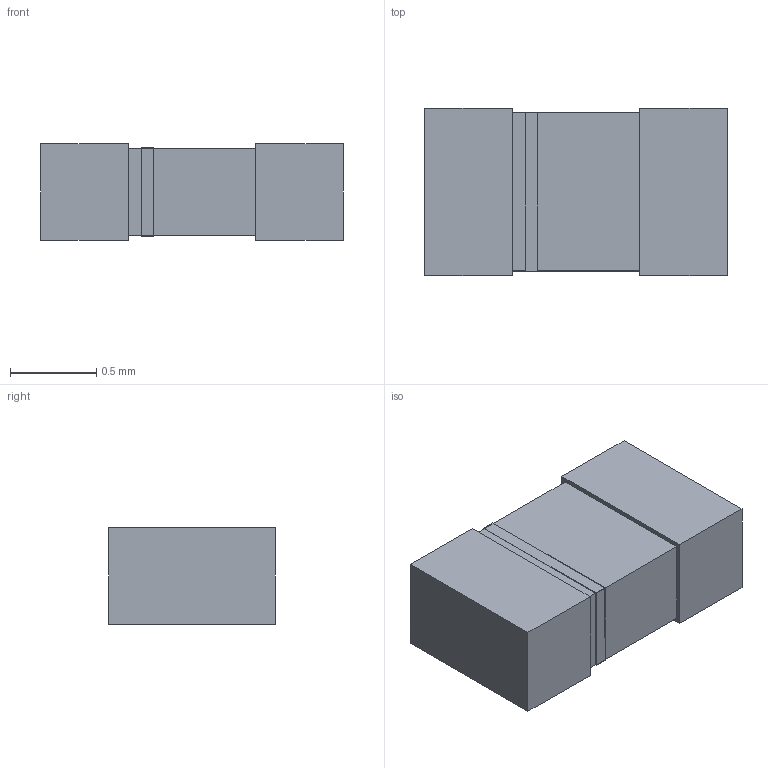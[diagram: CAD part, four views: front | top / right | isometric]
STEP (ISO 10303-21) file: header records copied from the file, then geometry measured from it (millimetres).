
FILE_DESCRIPTION(('FreeCAD Model'),'2;1');
FILE_NAME('belfuse-c2q.step', '2018-06-05T10:55:54',('Author'),(''), 'Open CASCADE STEP processor 6.8','FreeCAD','Unknown');
FILE_SCHEMA(('AUTOMOTIVE_DESIGN_CC2 { 1 2 10303 214 -1 1 5 4 }'));
Length unit declared in the file: millimetre
Products named in the file (30): part; part001; part002; part027; part028; part010; part007; part023; part024; part013; part004; part005; part011; part012; part019; part014; part015; part025; part016; part017; part018; part022; part003; part008; part009; part006; part029; part020; part021; part026
Bounding box: 1.75 x 0.97 x 0.56 mm (x, y, z)
Surface area: 8.7 mm2 (no closed solid volume)
Topology: 0 solids, 30 shells, 30 faces, 128 edges, 128 vertices
Faces by surface type: plane 30
Entity records: 2769 total; most frequent: CARTESIAN_POINT 415, DIRECTION 318, LINE 256, VECTOR 256, ORIENTED_EDGE 128, EDGE_CURVE 128, VERTEX_POINT 128, SURFACE_CURVE 128
